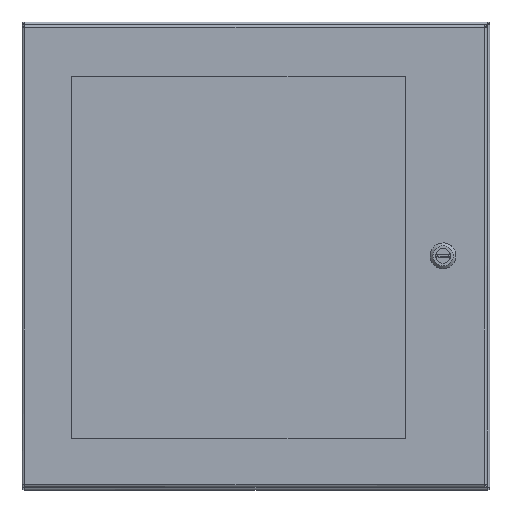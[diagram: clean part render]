
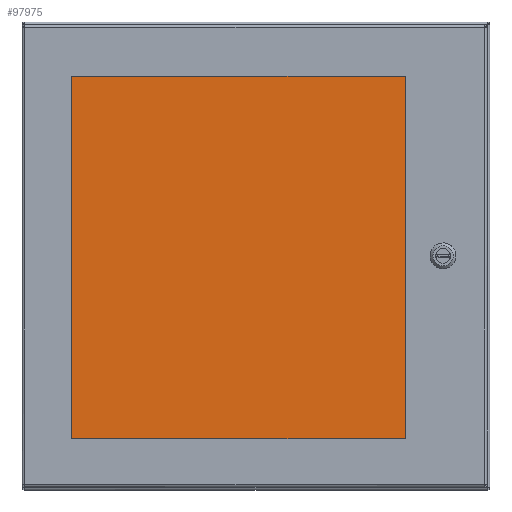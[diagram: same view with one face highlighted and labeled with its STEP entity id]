
A CAD part, top view. The second image highlights one B-rep face of the part: STEP entity #97975.
In plain terms, the highlighted planar face has unit normal (0, 0, 1).
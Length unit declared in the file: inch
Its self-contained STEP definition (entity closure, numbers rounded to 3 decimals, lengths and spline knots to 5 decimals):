
#311 = VECTOR ( 'NONE', #15091, 39.37008 ) ;
#4742 = EDGE_CURVE ( 'NONE', #52555, #95905, #50829, .T. ) ;
#6301 = VECTOR ( 'NONE', #33920, 39.37008 ) ;
#15091 = DIRECTION ( 'NONE',  ( 0., -1., 0. ) ) ;
#15431 = ORIENTED_EDGE ( 'NONE', *, *, #106293, .F. ) ;
#19447 = CARTESIAN_POINT ( 'NONE',  ( 16.875, 18.1875, 6.8435 ) ) ;
#21929 = VECTOR ( 'NONE', #83884, 39.37008 ) ;
#23522 = CARTESIAN_POINT ( 'NONE',  ( 1.625, 18.1875, 6.8435 ) ) ;
#25584 = CARTESIAN_POINT ( 'NONE',  ( 1.625, 1.6875, 6.8435 ) ) ;
#33920 = DIRECTION ( 'NONE',  ( 0., 1., 0. ) ) ;
#35487 = DIRECTION ( 'NONE',  ( 0., 0., 1. ) ) ;
#39314 = VERTEX_POINT ( 'NONE', #19447 ) ;
#43738 = ORIENTED_EDGE ( 'NONE', *, *, #80473, .F. ) ;
#50085 = CARTESIAN_POINT ( 'NONE',  ( 16.875, 18.1875, 6.8435 ) ) ;
#50829 = LINE ( 'NONE', #25584, #6301 ) ;
#52555 = VERTEX_POINT ( 'NONE', #56076 ) ;
#55650 = LINE ( 'NONE', #91927, #81117 ) ;
#56076 = CARTESIAN_POINT ( 'NONE',  ( 1.625, 1.6875, 6.8435 ) ) ;
#58580 = CARTESIAN_POINT ( 'NONE',  ( 16.875, 1.6875, 6.8435 ) ) ;
#61067 = LINE ( 'NONE', #23522, #21929 ) ;
#62559 = DIRECTION ( 'NONE',  ( 1., 0., 0. ) ) ;
#63550 = FACE_OUTER_BOUND ( 'NONE', #64144, .T. ) ;
#64144 = EDGE_LOOP ( 'NONE', ( #15431, #43738, #68221, #76773 ) ) ;
#68221 = ORIENTED_EDGE ( 'NONE', *, *, #4742, .F. ) ;
#69063 = LINE ( 'NONE', #50085, #311 ) ;
#76773 = ORIENTED_EDGE ( 'NONE', *, *, #100912, .F. ) ;
#80473 = EDGE_CURVE ( 'NONE', #95905, #39314, #61067, .T. ) ;
#81117 = VECTOR ( 'NONE', #83657, 39.37008 ) ;
#83657 = DIRECTION ( 'NONE',  ( -1., 0., 0. ) ) ;
#83884 = DIRECTION ( 'NONE',  ( 1., 0., 0. ) ) ;
#86584 = VERTEX_POINT ( 'NONE', #58580 ) ;
#91315 = CARTESIAN_POINT ( 'NONE',  ( 1.625, 18.1875, 6.8435 ) ) ;
#91927 = CARTESIAN_POINT ( 'NONE',  ( 16.875, 1.6875, 6.8435 ) ) ;
#95905 = VERTEX_POINT ( 'NONE', #91315 ) ;
#96884 = PLANE ( 'NONE',  #107685 ) ;
#97975 = ADVANCED_FACE ( 'NONE', ( #63550 ), #96884, .T. ) ;
#100912 = EDGE_CURVE ( 'NONE', #86584, #52555, #55650, .T. ) ;
#105418 = CARTESIAN_POINT ( 'NONE',  ( 9.25, 9.9375, 6.8435 ) ) ;
#106293 = EDGE_CURVE ( 'NONE', #39314, #86584, #69063, .T. ) ;
#107685 = AXIS2_PLACEMENT_3D ( 'NONE', #105418, #35487, #62559 ) ;
